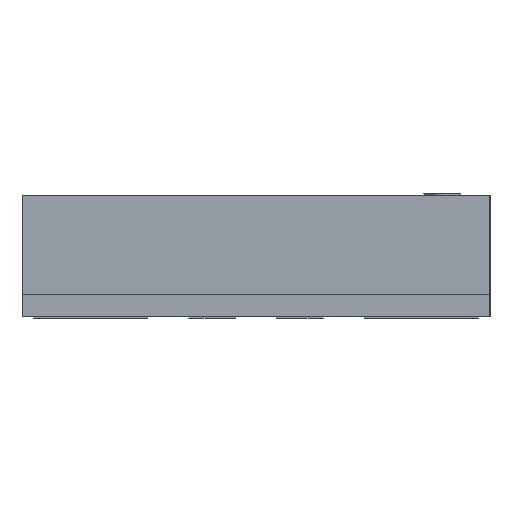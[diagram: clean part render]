
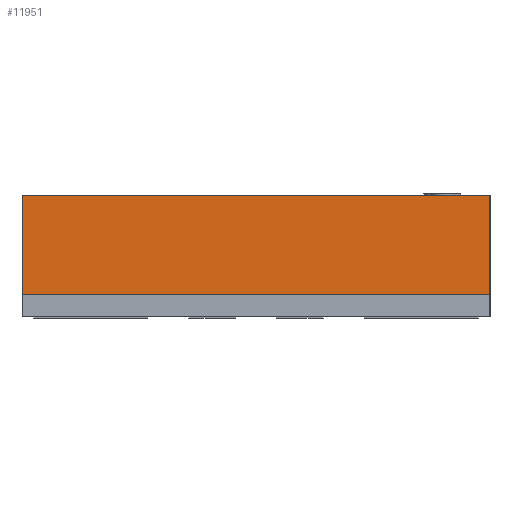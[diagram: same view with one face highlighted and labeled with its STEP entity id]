
A CAD part, left-side view. The second image highlights one B-rep face of the part: STEP entity #11951.
In plain terms, the highlighted planar face has unit normal (-1, 0, 0).
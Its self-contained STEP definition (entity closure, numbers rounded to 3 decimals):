
#72 = ORIENTED_EDGE ( 'NONE', *, *, #9734, .T. ) ;
#1026 = VERTEX_POINT ( 'NONE', #1187 ) ;
#1187 = CARTESIAN_POINT ( 'NONE',  ( -2., 2., 0.85 ) ) ;
#1737 = LINE ( 'NONE', #6178, #10867 ) ;
#1911 = DIRECTION ( 'NONE',  ( 0., 0., -1. ) ) ;
#2227 = ORIENTED_EDGE ( 'NONE', *, *, #4176, .T. ) ;
#2456 = AXIS2_PLACEMENT_3D ( 'NONE', #14251, #5416, #4324 ) ;
#3082 = CARTESIAN_POINT ( 'NONE',  ( -2., -2., 0. ) ) ;
#3411 = ORIENTED_EDGE ( 'NONE', *, *, #10125, .F. ) ;
#3554 = VERTEX_POINT ( 'NONE', #11184 ) ;
#4176 = EDGE_CURVE ( 'NONE', #1026, #4739, #11036, .T. ) ;
#4324 = DIRECTION ( 'NONE',  ( 0., 1., 0. ) ) ;
#4739 = VERTEX_POINT ( 'NONE', #14046 ) ;
#4805 = VECTOR ( 'NONE', #6363, 1000. ) ;
#5255 = CARTESIAN_POINT ( 'NONE',  ( -2., 2., 0.85 ) ) ;
#5301 = CARTESIAN_POINT ( 'NONE',  ( -2., -2., 0.85 ) ) ;
#5416 = DIRECTION ( 'NONE',  ( 1., 0., 0. ) ) ;
#5907 = VECTOR ( 'NONE', #6267, 1000. ) ;
#6023 = PLANE ( 'NONE',  #2456 ) ;
#6153 = VERTEX_POINT ( 'NONE', #3082 ) ;
#6178 = CARTESIAN_POINT ( 'NONE',  ( -2., 2., 0.85 ) ) ;
#6267 = DIRECTION ( 'NONE',  ( 0., 0., -1. ) ) ;
#6363 = DIRECTION ( 'NONE',  ( 0., -1., 0. ) ) ;
#6659 = DIRECTION ( 'NONE',  ( 0., -1., 0. ) ) ;
#6736 = EDGE_LOOP ( 'NONE', ( #72, #3411, #14053, #2227 ) ) ;
#7480 = LINE ( 'NONE', #9717, #4805 ) ;
#7768 = EDGE_CURVE ( 'NONE', #1026, #3554, #1737, .T. ) ;
#9679 = LINE ( 'NONE', #5301, #5907 ) ;
#9717 = CARTESIAN_POINT ( 'NONE',  ( -2., 2., 0. ) ) ;
#9734 = EDGE_CURVE ( 'NONE', #4739, #6153, #7480, .T. ) ;
#10125 = EDGE_CURVE ( 'NONE', #3554, #6153, #9679, .T. ) ;
#10270 = VECTOR ( 'NONE', #1911, 1000. ) ;
#10867 = VECTOR ( 'NONE', #6659, 1000. ) ;
#11036 = LINE ( 'NONE', #5255, #10270 ) ;
#11184 = CARTESIAN_POINT ( 'NONE',  ( -2., -2., 0.85 ) ) ;
#11667 = FACE_OUTER_BOUND ( 'NONE', #6736, .T. ) ;
#11951 = ADVANCED_FACE ( 'NONE', ( #11667 ), #6023, .F. ) ;
#14046 = CARTESIAN_POINT ( 'NONE',  ( -2., 2., 0. ) ) ;
#14053 = ORIENTED_EDGE ( 'NONE', *, *, #7768, .F. ) ;
#14251 = CARTESIAN_POINT ( 'NONE',  ( -2., 2., 0.85 ) ) ;
